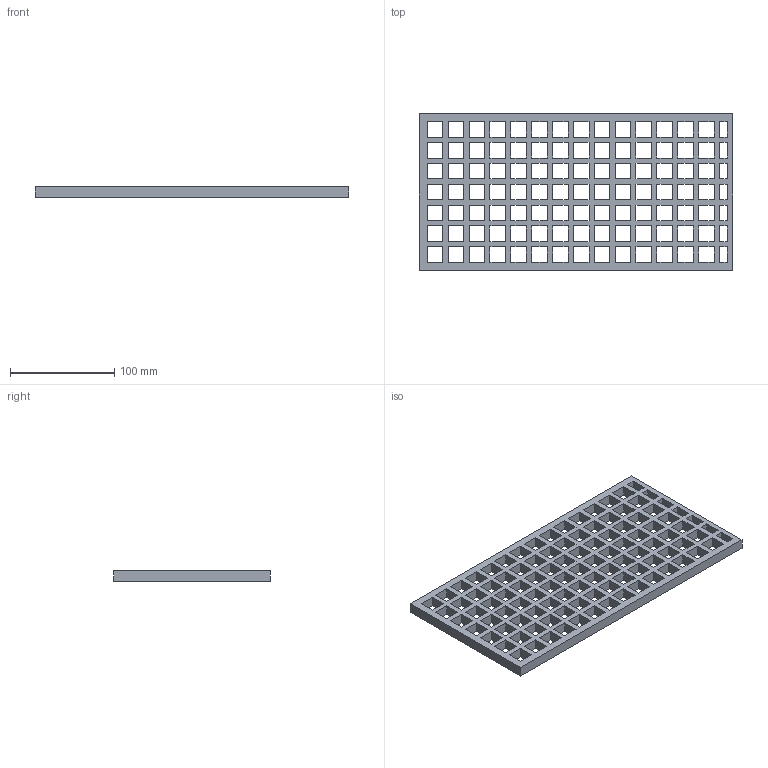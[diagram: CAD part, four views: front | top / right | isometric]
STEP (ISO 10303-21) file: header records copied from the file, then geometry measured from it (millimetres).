
FILE_DESCRIPTION(('Open CASCADE Model'),'2;1');
FILE_NAME('Open CASCADE Shape Model','2024-05-25T18:37:48',('Author'),( 'Open CASCADE'),'Open CASCADE STEP processor 7.7','Open CASCADE 7.7' ,'Unknown');
FILE_SCHEMA(('AUTOMOTIVE_DESIGN { 1 0 10303 214 1 1 1 1 }'));
Length unit declared in the file: millimetre
Products named in the file (1): Open CASCADE STEP translator 7.7 59
Bounding box: 300 x 150 x 10 mm (x, y, z)
Volume: 221625 mm3; surface area: 115275 mm2
Topology: 1 solids, 1 shells, 426 faces, 1272 edges, 848 vertices
Faces by surface type: plane 426
Entity records: 30170 total; most frequent: CARTESIAN_POINT 5903, DIRECTION 3858, LINE 3004, VECTOR 3004, ORIENTED_EDGE 2544, PCURVE 2544, DEFINITIONAL_REPRESENTATION 2544, EDGE_CURVE 1272
